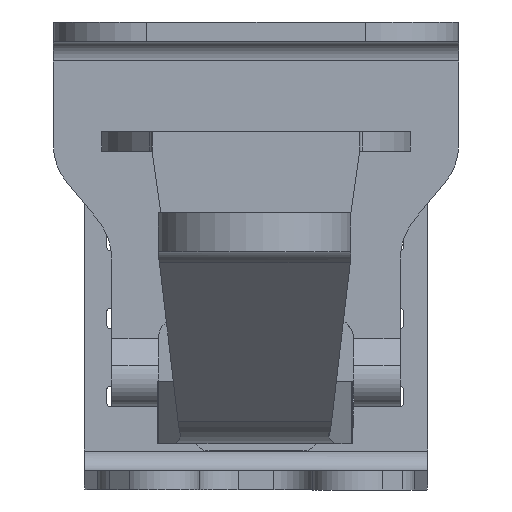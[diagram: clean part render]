
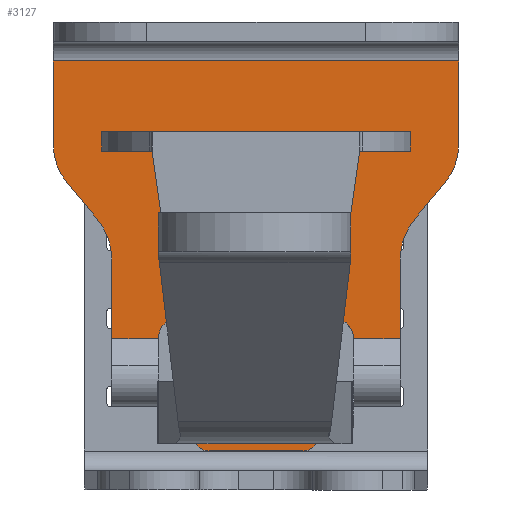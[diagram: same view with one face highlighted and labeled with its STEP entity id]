
A CAD part, left-side view. The second image highlights one B-rep face of the part: STEP entity #3127.
In plain terms, the highlighted planar face has unit normal (-1, 0, 0).
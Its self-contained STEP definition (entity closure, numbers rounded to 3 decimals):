
#677=DIRECTION('',(0.,0.,-1.));
#678=VECTOR('',#677,10.601);
#679=CARTESIAN_POINT('',(24.887,126.,53.839));
#680=LINE('',#679,#678);
#862=DIRECTION('',(0.,0.,1.));
#863=VECTOR('',#862,10.601);
#864=CARTESIAN_POINT('',(24.887,74.,43.238));
#865=LINE('',#864,#863);
#906=CARTESIAN_POINT('',(24.887,82.,43.238));
#907=DIRECTION('',(1.,0.,0.));
#908=DIRECTION('',(0.,-1.,0.));
#909=AXIS2_PLACEMENT_3D('',#906,#907,#908);
#914=DIRECTION('',(0.,0.641,-0.768));
#915=VECTOR('',#914,5.91);
#916=CARTESIAN_POINT('',(24.887,75.857,38.113));
#917=LINE('',#916,#915);
#921=CARTESIAN_POINT('',(24.887,73.5,28.45));
#922=DIRECTION('',(-1.,0.,0.));
#923=DIRECTION('',(0.,0.768,0.641));
#924=AXIS2_PLACEMENT_3D('',#921,#922,#923);
#929=DIRECTION('',(0.,0.,-1.));
#930=VECTOR('',#929,10.201);
#931=CARTESIAN_POINT('',(24.887,81.5,28.45));
#932=LINE('',#931,#930);
#936=DIRECTION('',(0.,0.,1.));
#937=VECTOR('',#936,0.083);
#938=CARTESIAN_POINT('',(24.887,87.5,18.249));
#939=LINE('',#938,#937);
#943=CARTESIAN_POINT('',(24.887,90.,18.333));
#944=DIRECTION('',(-1.,0.,0.));
#945=DIRECTION('',(0.,-1.,0.));
#946=AXIS2_PLACEMENT_3D('',#943,#944,#945);
#951=CARTESIAN_POINT('',(24.887,89.499,18.383));
#952=DIRECTION('',(-1.,0.,0.));
#953=DIRECTION('',(0.,0.2,0.98));
#954=AXIS2_PLACEMENT_3D('',#951,#952,#953);
#959=DIRECTION('',(0.,0.,-1.));
#960=VECTOR('',#959,12.544);
#961=CARTESIAN_POINT('',(24.887,91.999,18.383));
#962=LINE('',#961,#960);
#966=CARTESIAN_POINT('',(24.887,93.999,5.839));
#967=DIRECTION('',(1.,0.,0.));
#968=DIRECTION('',(0.,-1.,0.));
#969=AXIS2_PLACEMENT_3D('',#966,#967,#968);
#974=CARTESIAN_POINT('',(24.887,105.999,5.839));
#975=DIRECTION('',(1.,0.,0.));
#976=DIRECTION('',(0.,0.,-1.));
#977=AXIS2_PLACEMENT_3D('',#974,#975,#976);
#982=CARTESIAN_POINT('',(24.887,110.501,18.333));
#983=DIRECTION('',(-1.,0.,0.));
#984=DIRECTION('',(0.,-1.,0.));
#985=AXIS2_PLACEMENT_3D('',#982,#983,#984);
#990=CARTESIAN_POINT('',(24.887,110.,18.383));
#991=DIRECTION('',(-1.,0.,0.));
#992=DIRECTION('',(0.,0.2,0.98));
#993=AXIS2_PLACEMENT_3D('',#990,#991,#992);
#998=DIRECTION('',(0.,1.,0.));
#999=VECTOR('',#998,6.);
#1000=CARTESIAN_POINT('',(24.887,112.5,18.249));
#1001=LINE('',#1000,#999);
#1005=CARTESIAN_POINT('',(24.887,126.5,28.45));
#1006=DIRECTION('',(-1.,0.,0.));
#1007=DIRECTION('',(0.,-1.,0.));
#1008=AXIS2_PLACEMENT_3D('',#1005,#1006,#1007);
#1013=DIRECTION('',(0.,0.641,0.768));
#1014=VECTOR('',#1013,5.91);
#1015=CARTESIAN_POINT('',(24.887,120.357,33.575));
#1016=LINE('',#1015,#1014);
#1020=CARTESIAN_POINT('',(24.887,118.,43.238));
#1021=DIRECTION('',(1.,0.,0.));
#1022=DIRECTION('',(0.,0.768,-0.641));
#1023=AXIS2_PLACEMENT_3D('',#1020,#1021,#1022);
#1028=CARTESIAN_POINT('',(24.887,99.999,10.839));
#1029=DIRECTION('',(-1.,0.,0.));
#1030=DIRECTION('',(0.,1.,0.));
#1031=AXIS2_PLACEMENT_3D('',#1028,#1029,#1030);
#1036=CARTESIAN_POINT('',(24.887,99.999,10.839));
#1037=DIRECTION('',(-1.,0.,0.));
#1038=DIRECTION('',(0.,-1.,0.));
#1039=AXIS2_PLACEMENT_3D('',#1036,#1037,#1038);
#1116=DIRECTION('',(0.,-1.,0.));
#1117=VECTOR('',#1116,6.);
#1118=CARTESIAN_POINT('',(24.887,87.5,18.249));
#1119=LINE('',#1118,#1117);
#1287=DIRECTION('',(0.,-1.,0.));
#1288=VECTOR('',#1287,12.);
#1289=CARTESIAN_POINT('',(24.887,105.999,3.839));
#1290=LINE('',#1289,#1288);
#1301=DIRECTION('',(0.,0.,-1.));
#1302=VECTOR('',#1301,12.494);
#1303=CARTESIAN_POINT('',(24.887,108.001,18.333));
#1304=LINE('',#1303,#1302);
#1351=DIRECTION('',(0.,0.,-1.));
#1352=VECTOR('',#1351,10.201);
#1353=CARTESIAN_POINT('',(24.887,118.5,28.45));
#1354=LINE('',#1353,#1352);
#1460=DIRECTION('',(0.,0.,1.));
#1461=VECTOR('',#1460,0.134);
#1462=CARTESIAN_POINT('',(24.887,112.5,18.249));
#1463=LINE('',#1462,#1461);
#1551=DIRECTION('',(0.,1.,0.));
#1552=VECTOR('',#1551,52.);
#1553=CARTESIAN_POINT('',(24.887,74.,53.839));
#1554=LINE('',#1553,#1552);
#2081=CARTESIAN_POINT('',(24.887,112.5,18.249));
#2082=CARTESIAN_POINT('',(24.887,118.5,18.249));
#2083=VERTEX_POINT('',#2081);
#2084=VERTEX_POINT('',#2082);
#2089=CARTESIAN_POINT('',(24.887,75.857,38.113));
#2091=VERTEX_POINT('',#2089);
#2135=CARTESIAN_POINT('',(24.887,81.5,28.45));
#2136=CARTESIAN_POINT('',(24.887,81.5,18.249));
#2137=VERTEX_POINT('',#2135);
#2138=VERTEX_POINT('',#2136);
#2149=CARTESIAN_POINT('',(24.887,91.999,5.839));
#2150=CARTESIAN_POINT('',(24.887,93.999,3.839));
#2151=VERTEX_POINT('',#2149);
#2152=VERTEX_POINT('',#2150);
#2159=CARTESIAN_POINT('',(24.887,74.,53.839));
#2161=VERTEX_POINT('',#2159);
#2163=CARTESIAN_POINT('',(24.887,126.,53.839));
#2164=VERTEX_POINT('',#2163);
#2175=CARTESIAN_POINT('',(24.887,105.999,3.839));
#2177=VERTEX_POINT('',#2175);
#2193=CARTESIAN_POINT('',(24.887,87.5,18.249));
#2194=VERTEX_POINT('',#2193);
#2205=CARTESIAN_POINT('',(24.887,108.001,18.333));
#2206=CARTESIAN_POINT('',(24.887,107.999,5.839));
#2207=VERTEX_POINT('',#2205);
#2208=VERTEX_POINT('',#2206);
#2212=CARTESIAN_POINT('',(24.887,91.999,18.383));
#2214=VERTEX_POINT('',#2212);
#2223=CARTESIAN_POINT('',(24.887,95.749,10.839));
#2224=CARTESIAN_POINT('',(24.887,104.249,10.839));
#2225=VERTEX_POINT('',#2223);
#2226=VERTEX_POINT('',#2224);
#2245=CARTESIAN_POINT('',(24.887,112.5,18.383));
#2246=VERTEX_POINT('',#2245);
#2249=CARTESIAN_POINT('',(24.887,118.5,28.45));
#2250=CARTESIAN_POINT('',(24.887,120.357,33.575));
#2251=VERTEX_POINT('',#2249);
#2252=VERTEX_POINT('',#2250);
#2253=CARTESIAN_POINT('',(24.887,90.,20.833));
#2254=VERTEX_POINT('',#2253);
#2261=CARTESIAN_POINT('',(24.887,87.5,18.333));
#2263=VERTEX_POINT('',#2261);
#2265=CARTESIAN_POINT('',(24.887,124.143,38.113));
#2266=VERTEX_POINT('',#2265);
#2283=CARTESIAN_POINT('',(24.887,126.,43.238));
#2284=VERTEX_POINT('',#2283);
#2311=CARTESIAN_POINT('',(24.887,79.643,33.575));
#2312=VERTEX_POINT('',#2311);
#2339=CARTESIAN_POINT('',(24.887,74.,43.238));
#2340=VERTEX_POINT('',#2339);
#2383=CARTESIAN_POINT('',(24.887,110.501,20.833));
#2384=VERTEX_POINT('',#2383);
#3069=CARTESIAN_POINT('',(24.887,100.,28.839));
#3070=DIRECTION('',(1.,0.,0.));
#3071=DIRECTION('',(0.,1.,0.));
#3072=AXIS2_PLACEMENT_3D('',#3069,#3070,#3071);
#3073=PLANE('',#3072);
#3074=ORIENTED_EDGE('',*,*,#3041,.F.);
#3075=ORIENTED_EDGE('',*,*,#3060,.T.);
#3077=ORIENTED_EDGE('',*,*,#3076,.T.);
#3079=ORIENTED_EDGE('',*,*,#3078,.T.);
#3081=ORIENTED_EDGE('',*,*,#3080,.T.);
#3083=ORIENTED_EDGE('',*,*,#3082,.F.);
#3085=ORIENTED_EDGE('',*,*,#3084,.T.);
#3087=ORIENTED_EDGE('',*,*,#3086,.T.);
#3089=ORIENTED_EDGE('',*,*,#3088,.T.);
#3091=ORIENTED_EDGE('',*,*,#3090,.T.);
#3093=ORIENTED_EDGE('',*,*,#3092,.T.);
#3095=ORIENTED_EDGE('',*,*,#3094,.F.);
#3097=ORIENTED_EDGE('',*,*,#3096,.T.);
#3099=ORIENTED_EDGE('',*,*,#3098,.F.);
#3101=ORIENTED_EDGE('',*,*,#3100,.T.);
#3103=ORIENTED_EDGE('',*,*,#3102,.T.);
#3105=ORIENTED_EDGE('',*,*,#3104,.F.);
#3107=ORIENTED_EDGE('',*,*,#3106,.T.);
#3109=ORIENTED_EDGE('',*,*,#3108,.F.);
#3111=ORIENTED_EDGE('',*,*,#3110,.T.);
#3113=ORIENTED_EDGE('',*,*,#3112,.T.);
#3115=ORIENTED_EDGE('',*,*,#3114,.T.);
#3116=ORIENTED_EDGE('',*,*,#2962,.F.);
#3118=ORIENTED_EDGE('',*,*,#3117,.F.);
#3119=EDGE_LOOP('',(#3074,#3075,#3077,#3079,#3081,#3083,#3085,#3087,#3089,#3091,
#3093,#3095,#3097,#3099,#3101,#3103,#3105,#3107,#3109,#3111,#3113,#3115,#3116,
#3118));
#3120=FACE_OUTER_BOUND('',#3119,.F.);
#3122=ORIENTED_EDGE('',*,*,#3121,.T.);
#3124=ORIENTED_EDGE('',*,*,#3123,.T.);
#3125=EDGE_LOOP('',(#3122,#3124));
#3126=FACE_BOUND('',#3125,.F.);
#3127=ADVANCED_FACE('',(#3120,#3126),#3073,.F.);
#910=CIRCLE('',#909,8.);
#925=CIRCLE('',#924,8.);
#947=CIRCLE('',#946,2.5);
#955=CIRCLE('',#954,2.5);
#970=CIRCLE('',#969,2.);
#978=CIRCLE('',#977,2.);
#986=CIRCLE('',#985,2.5);
#994=CIRCLE('',#993,2.5);
#1009=CIRCLE('',#1008,8.);
#1024=CIRCLE('',#1023,8.);
#1032=CIRCLE('',#1031,4.25);
#1040=CIRCLE('',#1039,4.25);
#2962=EDGE_CURVE('',#2164,#2284,#680,.T.);
#3041=EDGE_CURVE('',#2340,#2161,#865,.T.);
#3060=EDGE_CURVE('',#2340,#2091,#910,.T.);
#3076=EDGE_CURVE('',#2091,#2312,#917,.T.);
#3078=EDGE_CURVE('',#2312,#2137,#925,.T.);
#3080=EDGE_CURVE('',#2137,#2138,#932,.T.);
#3082=EDGE_CURVE('',#2194,#2138,#1119,.T.);
#3084=EDGE_CURVE('',#2194,#2263,#939,.T.);
#3086=EDGE_CURVE('',#2263,#2254,#947,.T.);
#3088=EDGE_CURVE('',#2254,#2214,#955,.T.);
#3090=EDGE_CURVE('',#2214,#2151,#962,.T.);
#3092=EDGE_CURVE('',#2151,#2152,#970,.T.);
#3094=EDGE_CURVE('',#2177,#2152,#1290,.T.);
#3096=EDGE_CURVE('',#2177,#2208,#978,.T.);
#3098=EDGE_CURVE('',#2207,#2208,#1304,.T.);
#3100=EDGE_CURVE('',#2207,#2384,#986,.T.);
#3102=EDGE_CURVE('',#2384,#2246,#994,.T.);
#3104=EDGE_CURVE('',#2083,#2246,#1463,.T.);
#3106=EDGE_CURVE('',#2083,#2084,#1001,.T.);
#3108=EDGE_CURVE('',#2251,#2084,#1354,.T.);
#3110=EDGE_CURVE('',#2251,#2252,#1009,.T.);
#3112=EDGE_CURVE('',#2252,#2266,#1016,.T.);
#3114=EDGE_CURVE('',#2266,#2284,#1024,.T.);
#3117=EDGE_CURVE('',#2161,#2164,#1554,.T.);
#3121=EDGE_CURVE('',#2226,#2225,#1032,.T.);
#3123=EDGE_CURVE('',#2225,#2226,#1040,.T.);
